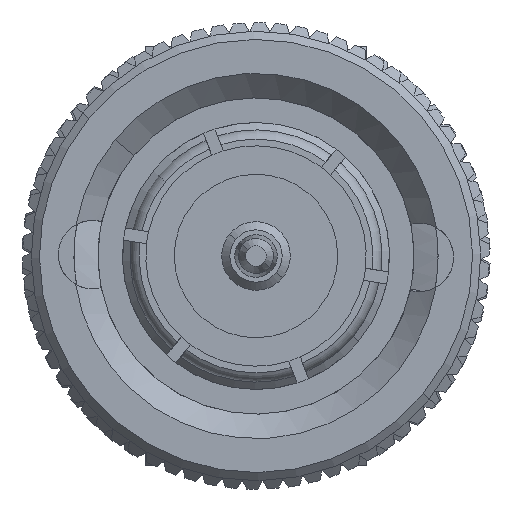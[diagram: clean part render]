
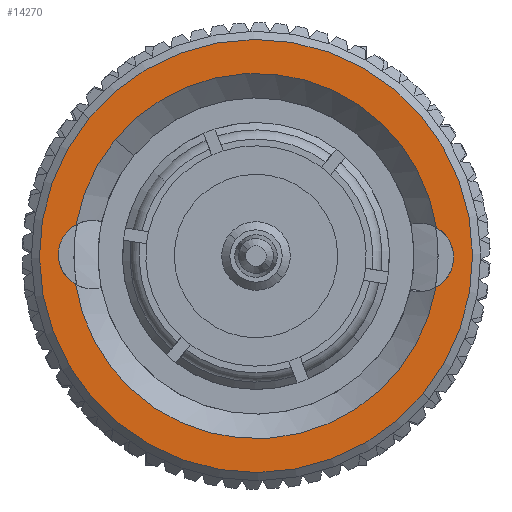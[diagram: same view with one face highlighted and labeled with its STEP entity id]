
A CAD part, left-side view. The second image highlights one B-rep face of the part: STEP entity #14270.
In plain terms, the highlighted planar face has unit normal (-1, 0, 0).
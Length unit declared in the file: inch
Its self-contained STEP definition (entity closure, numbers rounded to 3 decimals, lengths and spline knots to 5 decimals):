
#167 = EDGE_CURVE ( 'NONE', #8238, #10178, #14050, .T. ) ;
#235 = DIRECTION ( 'NONE',  ( 1., 0., 0. ) ) ;
#370 = DIRECTION ( 'NONE',  ( -1., 0., 0. ) ) ;
#643 = DIRECTION ( 'NONE',  ( 0., 1., 0. ) ) ;
#710 = ORIENTED_EDGE ( 'NONE', *, *, #12863, .T. ) ;
#757 = FACE_OUTER_BOUND ( 'NONE', #6819, .T. ) ;
#1059 = CIRCLE ( 'NONE', #15836, 0.2235 ) ;
#1188 = CARTESIAN_POINT ( 'NONE',  ( 0., 0., 0. ) ) ;
#1375 = CARTESIAN_POINT ( 'NONE',  ( 0., -0.22018, -0.0384 ) ) ;
#1592 = CARTESIAN_POINT ( 'NONE',  ( 0., -0.19999, -0.00168 ) ) ;
#2523 = CARTESIAN_POINT ( 'NONE',  ( 0., 0., 0. ) ) ;
#2644 = DIRECTION ( 'NONE',  ( -1., 0., 0. ) ) ;
#2825 = CIRCLE ( 'NONE', #5289, 0.265 ) ;
#3947 = CARTESIAN_POINT ( 'NONE',  ( 0., 0., 0. ) ) ;
#4303 = CARTESIAN_POINT ( 'NONE',  ( 0., 0., 0. ) ) ;
#4703 = VERTEX_POINT ( 'NONE', #17735 ) ;
#4859 = ORIENTED_EDGE ( 'NONE', *, *, #10008, .F. ) ;
#5289 = AXIS2_PLACEMENT_3D ( 'NONE', #4303, #2644, #7703 ) ;
#5603 = DIRECTION ( 'NONE',  ( 1., 0., 0. ) ) ;
#6187 = AXIS2_PLACEMENT_3D ( 'NONE', #13780, #235, #18523 ) ;
#6819 = EDGE_LOOP ( 'NONE', ( #710, #8513 ) ) ;
#6880 = AXIS2_PLACEMENT_3D ( 'NONE', #11191, #9659, #7895 ) ;
#7195 = EDGE_CURVE ( 'NONE', #4703, #19049, #13220, .T. ) ;
#7703 = DIRECTION ( 'NONE',  ( 0., -0.772, -0.636 ) ) ;
#7734 = EDGE_CURVE ( 'NONE', #9519, #13976, #10067, .T. ) ;
#7895 = DIRECTION ( 'NONE',  ( 0., -0.772, -0.636 ) ) ;
#8238 = VERTEX_POINT ( 'NONE', #1375 ) ;
#8513 = ORIENTED_EDGE ( 'NONE', *, *, #20549, .T. ) ;
#9016 = CIRCLE ( 'NONE', #11130, 0.265 ) ;
#9519 = VERTEX_POINT ( 'NONE', #19829 ) ;
#9586 = CIRCLE ( 'NONE', #9950, 0.0419 ) ;
#9659 = DIRECTION ( 'NONE',  ( -1., 0., 0. ) ) ;
#9950 = AXIS2_PLACEMENT_3D ( 'NONE', #10600, #370, #18969 ) ;
#9961 = DIRECTION ( 'NONE',  ( -1., 0., 0. ) ) ;
#9984 = ORIENTED_EDGE ( 'NONE', *, *, #19854, .T. ) ;
#10008 = EDGE_CURVE ( 'NONE', #4703, #9519, #9586, .T. ) ;
#10067 = CIRCLE ( 'NONE', #6880, 0.0419 ) ;
#10125 = CARTESIAN_POINT ( 'NONE',  ( 0., -0.20448, -0.16856 ) ) ;
#10178 = VERTEX_POINT ( 'NONE', #15320 ) ;
#10551 = AXIS2_PLACEMENT_3D ( 'NONE', #3947, #10663, #643 ) ;
#10600 = CARTESIAN_POINT ( 'NONE',  ( 0., 0.19999, 0.00168 ) ) ;
#10663 = DIRECTION ( 'NONE',  ( 1., 0., 0. ) ) ;
#11130 = AXIS2_PLACEMENT_3D ( 'NONE', #1188, #14637, #13194 ) ;
#11191 = CARTESIAN_POINT ( 'NONE',  ( 0., 0.19999, 0.00168 ) ) ;
#11412 = CARTESIAN_POINT ( 'NONE',  ( 0., 0.17246, 0.14216 ) ) ;
#11504 = DIRECTION ( 'NONE',  ( 0., -0.772, -0.636 ) ) ;
#11634 = ORIENTED_EDGE ( 'NONE', *, *, #7734, .F. ) ;
#12863 = EDGE_CURVE ( 'NONE', #15342, #20495, #2825, .T. ) ;
#13096 = CARTESIAN_POINT ( 'NONE',  ( 0., 0.20448, 0.16856 ) ) ;
#13134 = EDGE_CURVE ( 'NONE', #8238, #13976, #1059, .T. ) ;
#13194 = DIRECTION ( 'NONE',  ( 0., -0.772, -0.636 ) ) ;
#13220 = CIRCLE ( 'NONE', #19546, 0.2235 ) ;
#13780 = CARTESIAN_POINT ( 'NONE',  ( 0., 0., 0. ) ) ;
#13976 = VERTEX_POINT ( 'NONE', #17967 ) ;
#14050 = CIRCLE ( 'NONE', #16869, 0.0419 ) ;
#14270 = ADVANCED_FACE ( 'NONE', ( #17608, #757 ), #17168, .F. ) ;
#14637 = DIRECTION ( 'NONE',  ( -1., 0., 0. ) ) ;
#15320 = CARTESIAN_POINT ( 'NONE',  ( 0., -0.22079, 0.0347 ) ) ;
#15329 = CIRCLE ( 'NONE', #6187, 0.2235 ) ;
#15342 = VERTEX_POINT ( 'NONE', #10125 ) ;
#15509 = DIRECTION ( 'NONE',  ( 1., 0., 0. ) ) ;
#15836 = AXIS2_PLACEMENT_3D ( 'NONE', #16140, #15509, #20977 ) ;
#16140 = CARTESIAN_POINT ( 'NONE',  ( 0., 0., 0. ) ) ;
#16740 = ORIENTED_EDGE ( 'NONE', *, *, #13134, .T. ) ;
#16869 = AXIS2_PLACEMENT_3D ( 'NONE', #1592, #9961, #11504 ) ;
#17168 = PLANE ( 'NONE',  #10551 ) ;
#17608 = FACE_BOUND ( 'NONE', #20531, .T. ) ;
#17689 = ORIENTED_EDGE ( 'NONE', *, *, #167, .F. ) ;
#17735 = CARTESIAN_POINT ( 'NONE',  ( 0., 0.22018, 0.0384 ) ) ;
#17967 = CARTESIAN_POINT ( 'NONE',  ( 0., 0.22079, -0.0347 ) ) ;
#18523 = DIRECTION ( 'NONE',  ( 0., -0.772, -0.636 ) ) ;
#18969 = DIRECTION ( 'NONE',  ( 0., -0.772, -0.636 ) ) ;
#19049 = VERTEX_POINT ( 'NONE', #11412 ) ;
#19546 = AXIS2_PLACEMENT_3D ( 'NONE', #2523, #5603, #21023 ) ;
#19829 = CARTESIAN_POINT ( 'NONE',  ( 0., 0.23233, 0.02833 ) ) ;
#19854 = EDGE_CURVE ( 'NONE', #19049, #10178, #15329, .T. ) ;
#20495 = VERTEX_POINT ( 'NONE', #13096 ) ;
#20531 = EDGE_LOOP ( 'NONE', ( #17689, #16740, #11634, #4859, #21662, #9984 ) ) ;
#20549 = EDGE_CURVE ( 'NONE', #20495, #15342, #9016, .T. ) ;
#20977 = DIRECTION ( 'NONE',  ( 0., -0.772, -0.636 ) ) ;
#21023 = DIRECTION ( 'NONE',  ( 0., -0.772, -0.636 ) ) ;
#21662 = ORIENTED_EDGE ( 'NONE', *, *, #7195, .T. ) ;
